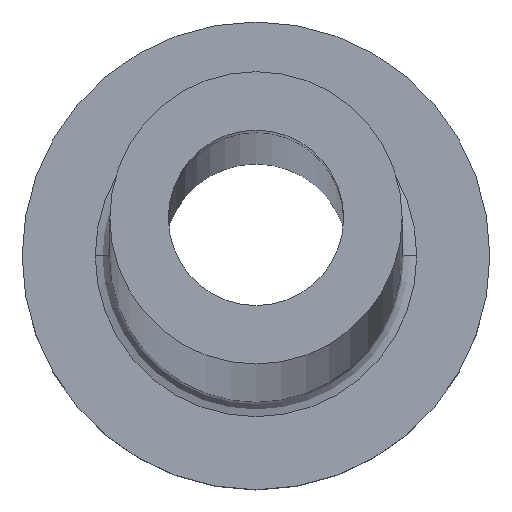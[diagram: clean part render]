
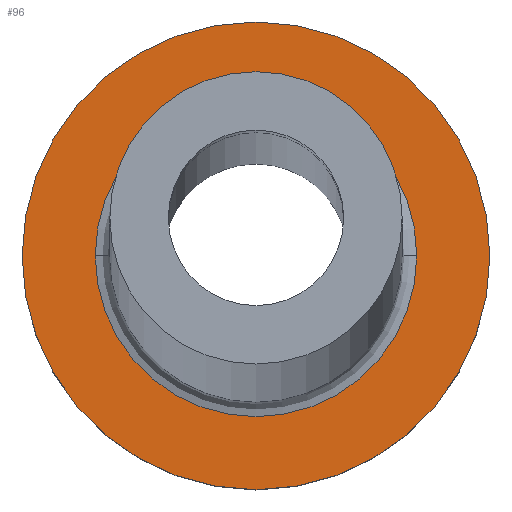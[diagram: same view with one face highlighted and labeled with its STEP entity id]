
A CAD part, top view. The second image highlights one B-rep face of the part: STEP entity #96.
In plain terms, the highlighted planar face has unit normal (0, 0, 1).
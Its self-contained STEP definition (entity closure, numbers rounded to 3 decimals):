
#1 = DIRECTION ( 'NONE',  ( 0., 0., -1. ) ) ;
#7 = ORIENTED_EDGE ( 'NONE', *, *, #427, .T. ) ;
#15 = CARTESIAN_POINT ( 'NONE',  ( 0., 0., 5. ) ) ;
#30 = AXIS2_PLACEMENT_3D ( 'NONE', #372, #195, #343 ) ;
#41 = CARTESIAN_POINT ( 'NONE',  ( 0., 0., 5. ) ) ;
#43 = DIRECTION ( 'NONE',  ( 1., 0., 0. ) ) ;
#46 = DIRECTION ( 'NONE',  ( 0., 0., 1. ) ) ;
#52 = CIRCLE ( 'NONE', #154, 5.5 ) ;
#79 = CARTESIAN_POINT ( 'NONE',  ( 0., 0., 5. ) ) ;
#96 = ADVANCED_FACE ( 'NONE', ( #159, #340 ), #239, .T. ) ;
#113 = CIRCLE ( 'NONE', #258, 5.5 ) ;
#154 = AXIS2_PLACEMENT_3D ( 'NONE', #41, #1, #261 ) ;
#159 = FACE_BOUND ( 'NONE', #281, .T. ) ;
#160 = CARTESIAN_POINT ( 'NONE',  ( -5.5, 0., 5. ) ) ;
#195 = DIRECTION ( 'NONE',  ( 0., 0., 1. ) ) ;
#203 = CARTESIAN_POINT ( 'NONE',  ( 5.5, 0., 5. ) ) ;
#239 = PLANE ( 'NONE',  #300 ) ;
#241 = ORIENTED_EDGE ( 'NONE', *, *, #286, .T. ) ;
#258 = AXIS2_PLACEMENT_3D ( 'NONE', #373, #272, #299 ) ;
#261 = DIRECTION ( 'NONE',  ( 1., 0., 0. ) ) ;
#272 = DIRECTION ( 'NONE',  ( 0., 0., -1. ) ) ;
#281 = EDGE_LOOP ( 'NONE', ( #7, #379 ) ) ;
#284 = CIRCLE ( 'NONE', #311, 8. ) ;
#286 = EDGE_CURVE ( 'NONE', #384, #310, #284, .T. ) ;
#288 = EDGE_CURVE ( 'NONE', #318, #410, #52, .T. ) ;
#289 = CARTESIAN_POINT ( 'NONE',  ( 8., 0., 5. ) ) ;
#299 = DIRECTION ( 'NONE',  ( 1., 0., 0. ) ) ;
#300 = AXIS2_PLACEMENT_3D ( 'NONE', #15, #301, #444 ) ;
#301 = DIRECTION ( 'NONE',  ( 0., 0., 1. ) ) ;
#310 = VERTEX_POINT ( 'NONE', #289 ) ;
#311 = AXIS2_PLACEMENT_3D ( 'NONE', #79, #46, #43 ) ;
#318 = VERTEX_POINT ( 'NONE', #160 ) ;
#337 = CIRCLE ( 'NONE', #30, 8. ) ;
#340 = FACE_OUTER_BOUND ( 'NONE', #382, .T. ) ;
#341 = ORIENTED_EDGE ( 'NONE', *, *, #353, .T. ) ;
#343 = DIRECTION ( 'NONE',  ( 1., 0., 0. ) ) ;
#353 = EDGE_CURVE ( 'NONE', #310, #384, #337, .T. ) ;
#365 = CARTESIAN_POINT ( 'NONE',  ( -8., 0., 5. ) ) ;
#372 = CARTESIAN_POINT ( 'NONE',  ( 0., 0., 5. ) ) ;
#373 = CARTESIAN_POINT ( 'NONE',  ( 0., 0., 5. ) ) ;
#379 = ORIENTED_EDGE ( 'NONE', *, *, #288, .T. ) ;
#382 = EDGE_LOOP ( 'NONE', ( #241, #341 ) ) ;
#384 = VERTEX_POINT ( 'NONE', #365 ) ;
#410 = VERTEX_POINT ( 'NONE', #203 ) ;
#427 = EDGE_CURVE ( 'NONE', #410, #318, #113, .T. ) ;
#444 = DIRECTION ( 'NONE',  ( 1., 0., 0. ) ) ;
